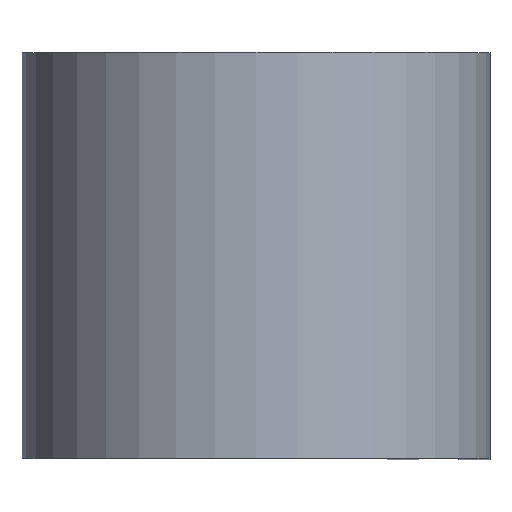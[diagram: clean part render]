
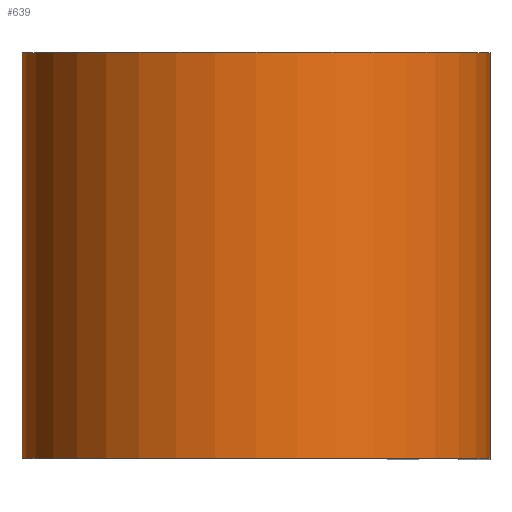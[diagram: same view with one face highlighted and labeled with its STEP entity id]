
A CAD part, top view. The second image highlights one B-rep face of the part: STEP entity #639.
In plain terms, the highlighted cylindrical face has radius 9.157 mm (diameter 18.313 mm), a partial arc.
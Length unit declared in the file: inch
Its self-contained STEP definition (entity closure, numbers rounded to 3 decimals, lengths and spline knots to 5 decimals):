
#25 = LINE ( 'NONE', #293, #282 ) ;
#43 = DIRECTION ( 'NONE',  ( 0., -1., 0. ) ) ;
#66 = CIRCLE ( 'NONE', #658, 0.3605 ) ;
#80 = CARTESIAN_POINT ( 'NONE',  ( 0., 0.3125, -0.3605 ) ) ;
#84 = VERTEX_POINT ( 'NONE', #148 ) ;
#101 = ORIENTED_EDGE ( 'NONE', *, *, #199, .F. ) ;
#120 = CARTESIAN_POINT ( 'NONE',  ( 0., 0.3125, 0. ) ) ;
#148 = CARTESIAN_POINT ( 'NONE',  ( 0., -0.3125, -0.3605 ) ) ;
#187 = AXIS2_PLACEMENT_3D ( 'NONE', #120, #43, #259 ) ;
#195 = LINE ( 'NONE', #395, #334 ) ;
#199 = EDGE_CURVE ( 'NONE', #585, #630, #66, .T. ) ;
#222 = CYLINDRICAL_SURFACE ( 'NONE', #187, 0.3605 ) ;
#232 = CARTESIAN_POINT ( 'NONE',  ( 0., -0.3125, 0. ) ) ;
#259 = DIRECTION ( 'NONE',  ( 0., 0., -1. ) ) ;
#261 = EDGE_CURVE ( 'NONE', #585, #84, #25, .T. ) ;
#279 = DIRECTION ( 'NONE',  ( 0., 1., 0. ) ) ;
#282 = VECTOR ( 'NONE', #369, 39.37008 ) ;
#288 = DIRECTION ( 'NONE',  ( 1., 0., 0. ) ) ;
#293 = CARTESIAN_POINT ( 'NONE',  ( 0., 0.3125, -0.3605 ) ) ;
#334 = VECTOR ( 'NONE', #474, 39.37008 ) ;
#369 = DIRECTION ( 'NONE',  ( 0., -1., 0. ) ) ;
#379 = EDGE_CURVE ( 'NONE', #630, #534, #195, .T. ) ;
#395 = CARTESIAN_POINT ( 'NONE',  ( 0.3605, 0.3125, 0. ) ) ;
#422 = AXIS2_PLACEMENT_3D ( 'NONE', #232, #279, #288 ) ;
#447 = DIRECTION ( 'NONE',  ( 1., 0., 0. ) ) ;
#449 = DIRECTION ( 'NONE',  ( 0., 1., 0. ) ) ;
#452 = CARTESIAN_POINT ( 'NONE',  ( 0., 0.3125, 0. ) ) ;
#454 = CARTESIAN_POINT ( 'NONE',  ( 0.3605, -0.3125, 0. ) ) ;
#474 = DIRECTION ( 'NONE',  ( 0., -1., 0. ) ) ;
#490 = CIRCLE ( 'NONE', #422, 0.3605 ) ;
#512 = ORIENTED_EDGE ( 'NONE', *, *, #563, .T. ) ;
#534 = VERTEX_POINT ( 'NONE', #454 ) ;
#563 = EDGE_CURVE ( 'NONE', #84, #534, #490, .T. ) ;
#568 = ORIENTED_EDGE ( 'NONE', *, *, #261, .T. ) ;
#585 = VERTEX_POINT ( 'NONE', #80 ) ;
#586 = FACE_OUTER_BOUND ( 'NONE', #679, .T. ) ;
#630 = VERTEX_POINT ( 'NONE', #694 ) ;
#639 = ADVANCED_FACE ( 'NONE', ( #586 ), #222, .T. ) ;
#647 = ORIENTED_EDGE ( 'NONE', *, *, #379, .F. ) ;
#658 = AXIS2_PLACEMENT_3D ( 'NONE', #452, #449, #447 ) ;
#679 = EDGE_LOOP ( 'NONE', ( #512, #647, #101, #568 ) ) ;
#694 = CARTESIAN_POINT ( 'NONE',  ( 0.3605, 0.3125, 0. ) ) ;
